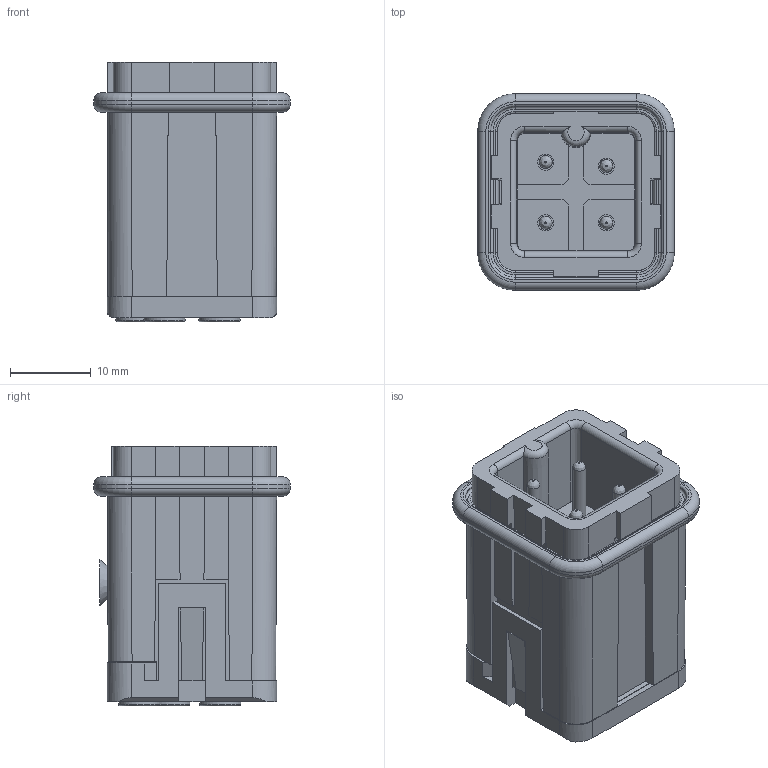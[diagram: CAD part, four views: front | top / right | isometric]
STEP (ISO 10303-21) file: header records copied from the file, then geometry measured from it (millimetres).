
FILE_DESCRIPTION(/* description */ (''),/* implementation_level */ '2;1');
FILE_NAME(/* name */ 'HA-003-MS.stp',/* time_stamp */ '2023-09-18T17:37:08+08:00',/* author */ (''),/* organization */ (''),/* preprocessor_version */ 'ST-DEVELOPER v16',/* originating_system */ 'SIEMENS PLM Software NX 10.0',/* authorisation */ '');
FILE_SCHEMA (('AUTOMOTIVE_DESIGN { 1 0 10303 214 3 1 1 1 }'));
Length unit declared in the file: millimetre
Products named in the file (1): Admi16F8F3C4yuuh
Bounding box: 24.3 x 24.3 x 32.1 mm (x, y, z)
Volume: 7828 mm3; surface area: 9934.6 mm2
Topology: 1 solids, 4 shells, 768 faces, 2194 edges, 1412 vertices
Faces by surface type: plane 506, cylinder 176, torus 57, cone 15, sphere 8, bspline 6
Full cylindrical faces by diameter (mm): 1.4 x2, 1.6 x6, 1.7 x4, 2 x4, 2.6 x3, 2.75 x1, 3.1 x1, 3.2 x4, 3.5 x4, 4.2 x4, 5.1 x4, 5.7 x1
Entity records: 26404 total; most frequent: CARTESIAN_POINT 5606, ORIENTED_EDGE 4178, DIRECTION 4003, EDGE_CURVE 2089, LINE 1527, VECTOR 1527, VERTEX_POINT 1383, AXIS2_PLACEMENT_3D 1238
